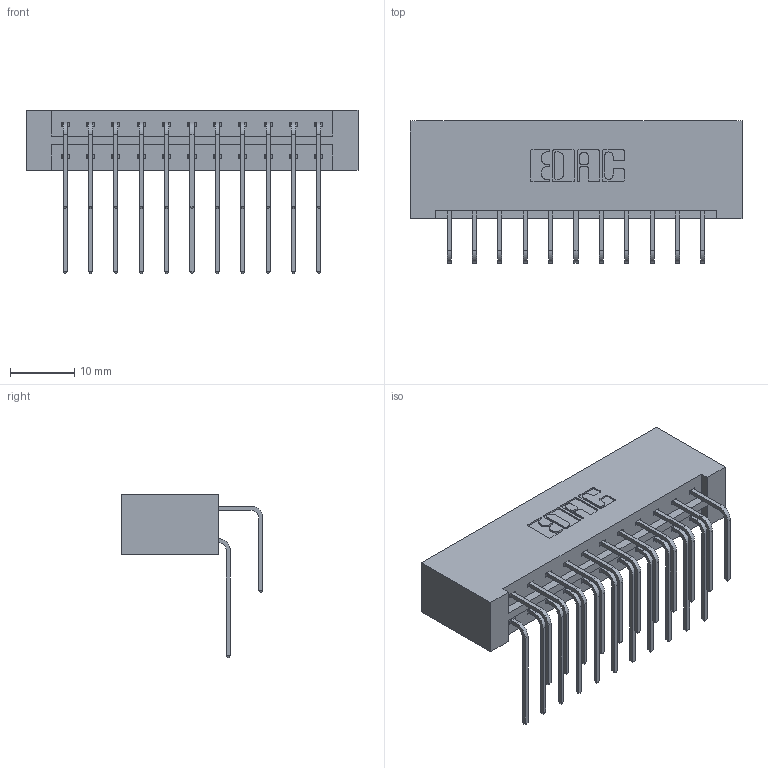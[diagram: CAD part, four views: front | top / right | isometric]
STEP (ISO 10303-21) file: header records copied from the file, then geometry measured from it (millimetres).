
FILE_DESCRIPTION (( 'STEP AP203' ), '1' );
FILE_NAME ('833-022-558-201.STEP', '2020-06-01T17:58:11', ( '' ), ( '' ), 'SwSTEP 2.0', 'SolidWorks 2020', '' );
FILE_SCHEMA (( 'CONFIG_CONTROL_DESIGN' ));
Length unit declared in the file: inch
Products named in the file (4): 345-292-001_558 Tail - 2; 833 Part_Lugless; 833-022-558-201; 345-292-001_558 559 Tail - 1
Assembly tree (23 placements, depth 2):
  833-022-558-201
    833 Part_Lugless
    345-292-001_558 559 Tail - 1  x11
    345-292-001_558 Tail - 2  x11
Bounding box: 51.84 x 22.17 x 25.53 mm (x, y, z)
Volume: 5761.9 mm3; surface area: 7135.5 mm2
Topology: 23 solids, 23 shells, 1294 faces, 3829 edges, 2522 vertices
Faces by surface type: plane 902, cylinder 392
Entity records: 12593 total; most frequent: CARTESIAN_POINT 2173, ORIENTED_EDGE 2058, DIRECTION 1885, EDGE_CURVE 1029, VECTOR 869, LINE 869, VERTEX_POINT 682, AXIS2_PLACEMENT_3D 508
